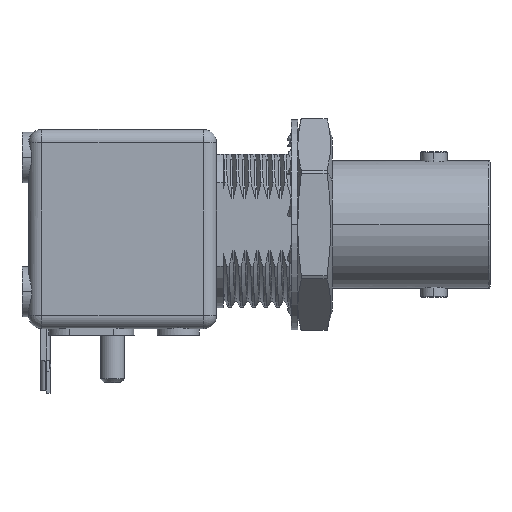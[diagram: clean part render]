
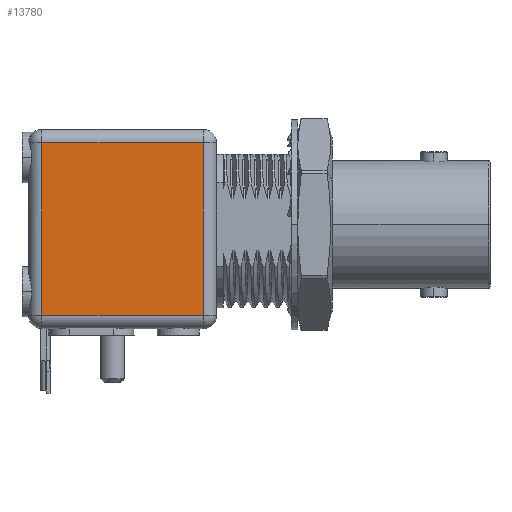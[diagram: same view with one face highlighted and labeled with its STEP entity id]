
A CAD part, left-side view. The second image highlights one B-rep face of the part: STEP entity #13780.
In plain terms, the highlighted planar face has unit normal (-1, 0, 0).
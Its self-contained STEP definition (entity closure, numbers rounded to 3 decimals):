
#1712=DIRECTION('',(0.,-1.,0.));
#1713=VECTOR('',#1712,12.229);
#1714=CARTESIAN_POINT('',(-7.33,25.523,6.198));
#1715=LINE('',#1714,#1713);
#1735=DIRECTION('',(0.,0.,-1.));
#1736=VECTOR('',#1735,13.08);
#1737=CARTESIAN_POINT('',(-7.33,13.294,6.198));
#1738=LINE('',#1737,#1736);
#1777=DIRECTION('',(0.,1.,0.));
#1778=VECTOR('',#1777,12.229);
#1779=CARTESIAN_POINT('',(-7.33,13.294,-6.882));
#1780=LINE('',#1779,#1778);
#2082=DIRECTION('',(0.,0.,1.));
#2083=VECTOR('',#2082,13.08);
#2084=CARTESIAN_POINT('',(-7.33,25.523,-6.882));
#2085=LINE('',#2084,#2083);
#8279=CARTESIAN_POINT('',(-7.33,13.294,-6.882));
#8280=VERTEX_POINT('',#8279);
#8281=CARTESIAN_POINT('',(-7.33,13.294,6.198));
#8282=VERTEX_POINT('',#8281);
#8555=CARTESIAN_POINT('',(-7.33,25.523,-6.882));
#8556=VERTEX_POINT('',#8555);
#8635=CARTESIAN_POINT('',(-7.33,25.523,6.198));
#8636=VERTEX_POINT('',#8635);
#13769=CARTESIAN_POINT('',(-7.33,12.794,0.297));
#13770=DIRECTION('',(-1.,0.,0.));
#13771=DIRECTION('',(0.,0.,1.));
#13772=AXIS2_PLACEMENT_3D('',#13769,#13770,#13771);
#13773=PLANE('',#13772);
#13774=ORIENTED_EDGE('',*,*,#11204,.T.);
#13775=ORIENTED_EDGE('',*,*,#11230,.T.);
#13776=ORIENTED_EDGE('',*,*,#11266,.T.);
#13777=ORIENTED_EDGE('',*,*,#11668,.T.);
#13778=EDGE_LOOP('',(#13774,#13775,#13776,#13777));
#13779=FACE_OUTER_BOUND('',#13778,.F.);
#13780=ADVANCED_FACE('',(#13779),#13773,.T.);
#11204=EDGE_CURVE('',#8636,#8282,#1715,.T.);
#11230=EDGE_CURVE('',#8282,#8280,#1738,.T.);
#11266=EDGE_CURVE('',#8280,#8556,#1780,.T.);
#11668=EDGE_CURVE('',#8556,#8636,#2085,.T.);
